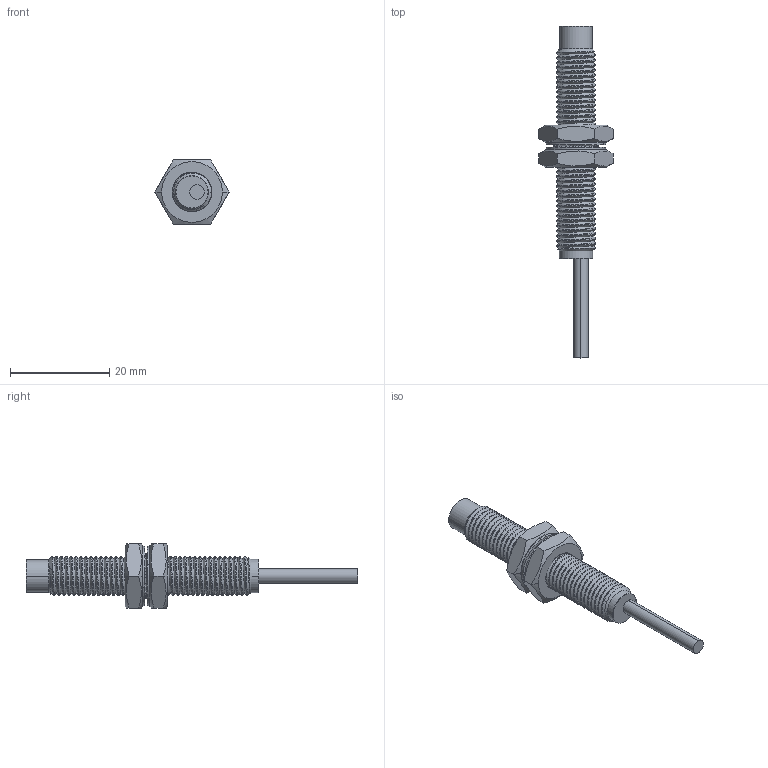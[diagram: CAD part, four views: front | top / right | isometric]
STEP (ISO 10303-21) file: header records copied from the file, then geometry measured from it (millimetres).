
FILE_DESCRIPTION((''),'2;1');
FILE_NAME('SM0804N_ASM','2020-04-24T13:44:25',('Administrator'),(''),'CREO PARAMETRIC BY PTC INC, 2018400','CREO PARAMETRIC BY PTC INC, 2018400','');
FILE_SCHEMA(('AUTOMOTIVE_DESIGN { 1 0 10303 214 1 1 1 1 }'));
Length unit declared in the file: millimetre
Products named in the file (4): M8-04N00; M8-024N0001; SM0804N; SM0804N_ASM
Assembly tree (5 placements, depth 2):
  SM0804N_ASM
    M8-04N00  x2
    M8-024N0001  x2
    SM0804N
Bounding box: 15.01 x 67 x 13 mm (x, y, z)
Volume: 2913.4 mm3; surface area: 3279.7 mm2
Topology: 5 solids, 5 shells, 754 faces, 2208 edges, 1447 vertices
Faces by surface type: plane 473, cylinder 195, cone 52, bspline 30, torus 4
Entity records: 26166 total; most frequent: CARTESIAN_POINT 13644, ORIENTED_EDGE 2540, DIRECTION 2012, EDGE_CURVE 1270, VECTOR 870, LINE 870, VERTEX_POINT 831, AXIS2_PLACEMENT_3D 571
